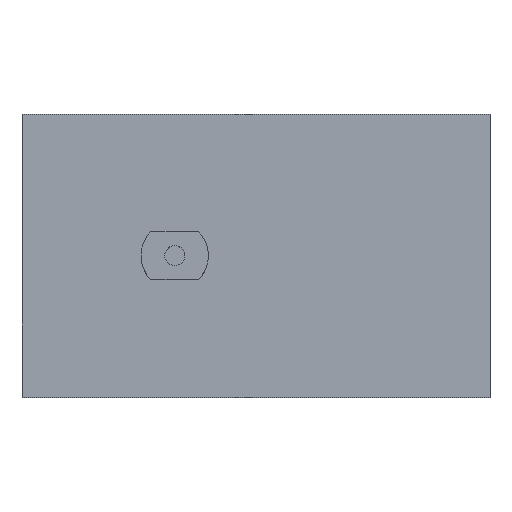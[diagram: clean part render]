
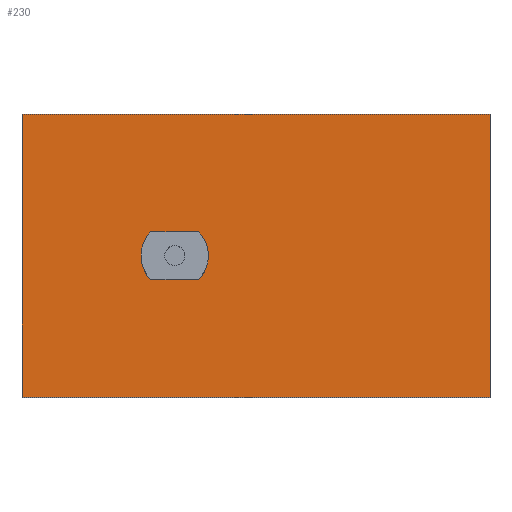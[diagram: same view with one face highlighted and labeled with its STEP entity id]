
A CAD part, top view. The second image highlights one B-rep face of the part: STEP entity #230.
In plain terms, the highlighted planar face has unit normal (0, 0, 1).
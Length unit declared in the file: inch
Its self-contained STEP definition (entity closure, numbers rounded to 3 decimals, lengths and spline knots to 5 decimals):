
#33=FACE_BOUND('',#65,.T.);
#37=PLANE('',#271);
#50=FACE_OUTER_BOUND('',#64,.T.);
#64=EDGE_LOOP('',(#192,#193,#194,#195));
#65=EDGE_LOOP('',(#196,#197,#198,#199));
#73=LINE('',#355,#94);
#78=LINE('',#369,#99);
#81=LINE('',#380,#102);
#82=LINE('',#382,#103);
#83=LINE('',#384,#104);
#84=LINE('',#385,#105);
#94=VECTOR('',#291,0.3937);
#99=VECTOR('',#304,0.3937);
#102=VECTOR('',#317,0.3937);
#103=VECTOR('',#318,0.3937);
#104=VECTOR('',#319,0.3937);
#105=VECTOR('',#320,0.3937);
#116=CIRCLE('',#264,0.105);
#118=CIRCLE('',#268,0.105);
#124=VERTEX_POINT('',#353);
#125=VERTEX_POINT('',#354);
#128=VERTEX_POINT('',#362);
#130=VERTEX_POINT('',#368);
#132=VERTEX_POINT('',#378);
#133=VERTEX_POINT('',#379);
#134=VERTEX_POINT('',#381);
#135=VERTEX_POINT('',#383);
#143=EDGE_CURVE('',#124,#125,#73,.T.);
#147=EDGE_CURVE('',#125,#128,#116,.T.);
#150=EDGE_CURVE('',#128,#130,#78,.T.);
#153=EDGE_CURVE('',#130,#124,#118,.T.);
#155=EDGE_CURVE('',#132,#133,#81,.T.);
#156=EDGE_CURVE('',#133,#134,#82,.T.);
#157=EDGE_CURVE('',#134,#135,#83,.T.);
#158=EDGE_CURVE('',#135,#132,#84,.T.);
#192=ORIENTED_EDGE('',*,*,#155,.T.);
#193=ORIENTED_EDGE('',*,*,#156,.T.);
#194=ORIENTED_EDGE('',*,*,#157,.T.);
#195=ORIENTED_EDGE('',*,*,#158,.T.);
#196=ORIENTED_EDGE('',*,*,#143,.T.);
#197=ORIENTED_EDGE('',*,*,#147,.T.);
#198=ORIENTED_EDGE('',*,*,#150,.T.);
#199=ORIENTED_EDGE('',*,*,#153,.T.);
#230=ADVANCED_FACE('',(#50,#33),#37,.T.);
#264=AXIS2_PLACEMENT_3D('',#363,#297,#298);
#268=AXIS2_PLACEMENT_3D('',#374,#309,#310);
#271=AXIS2_PLACEMENT_3D('',#377,#315,#316);
#291=DIRECTION('',(-1.,0.,0.));
#297=DIRECTION('center_axis',(0.,0.,-1.));
#298=DIRECTION('ref_axis',(1.,0.,0.));
#304=DIRECTION('',(1.,0.,0.));
#309=DIRECTION('center_axis',(0.,0.,-1.));
#310=DIRECTION('ref_axis',(1.,0.,0.));
#315=DIRECTION('center_axis',(0.,0.,1.));
#316=DIRECTION('ref_axis',(1.,0.,0.));
#317=DIRECTION('',(1.,0.,0.));
#318=DIRECTION('',(0.,1.,0.));
#319=DIRECTION('',(-1.,0.,0.));
#320=DIRECTION('',(0.,-1.,0.));
#353=CARTESIAN_POINT('',(0.07449,-0.074,0.));
#354=CARTESIAN_POINT('',(-0.07449,-0.074,0.));
#355=CARTESIAN_POINT('',(0.08925,-0.074,0.));
#362=CARTESIAN_POINT('',(-0.07449,0.074,0.));
#363=CARTESIAN_POINT('Origin',(0.,0.,0.));
#368=CARTESIAN_POINT('',(0.07449,0.074,0.));
#369=CARTESIAN_POINT('',(0.16375,0.074,0.));
#374=CARTESIAN_POINT('Origin',(0.,0.,0.));
#377=CARTESIAN_POINT('Origin',(0.253,0.,0.));
#378=CARTESIAN_POINT('',(-0.475,-0.44,0.));
#379=CARTESIAN_POINT('',(0.981,-0.44,0.));
#380=CARTESIAN_POINT('',(-0.475,-0.44,0.));
#381=CARTESIAN_POINT('',(0.981,0.44,0.));
#382=CARTESIAN_POINT('',(0.981,-0.44,0.));
#383=CARTESIAN_POINT('',(-0.475,0.44,0.));
#384=CARTESIAN_POINT('',(0.981,0.44,0.));
#385=CARTESIAN_POINT('',(-0.475,0.44,0.));
